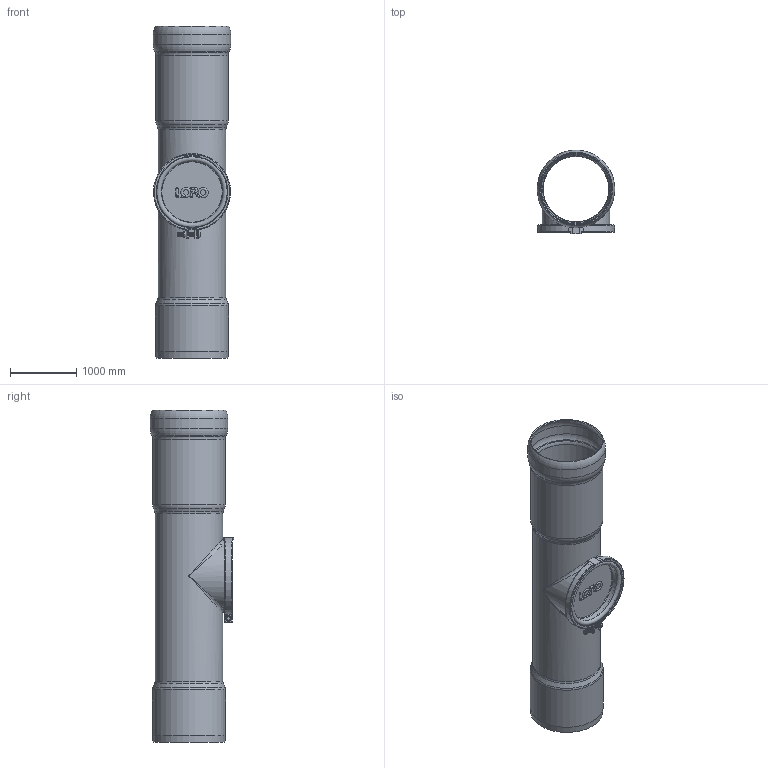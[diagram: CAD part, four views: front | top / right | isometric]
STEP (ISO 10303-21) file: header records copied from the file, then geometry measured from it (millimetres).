
FILE_DESCRIPTION(/* description */ (''),/* implementation_level */ '2;1');
FILE_NAME(/* name */ '05559.100X_3D.stp',/* time_stamp */ '2024-12-11T14:17:11+01:00',/* author */ ('CAD'),/* organization */ (''),/* preprocessor_version */ 'ST-DEVELOPER v20',/* originating_system */ 'AutoCAD Mechanical',/* authorisation */ '');
FILE_SCHEMA (('AUTOMOTIVE_DESIGN { 1 0 10303 214 3 1 1 }','TECHNICAL_DATA_PACKAGING'));
Length unit declared in the file: centimetre
Products named in the file (3): Product; *S0; 1
Assembly tree (2 placements, depth 2):
  Product
    *S0
    1
Bounding box: 1170 x 1260.46 x 5000 mm (x, y, z)
Volume: 278227019.7 mm3; surface area: 37405263.6 mm2
Topology: 6 solids, 7 shells, 763 faces, 1978 edges, 1216 vertices
Faces by surface type: bspline 349, plane 184, cone 98, cylinder 82, torus 44, sphere 6
Full cylindrical faces by diameter (mm): 70 x2, 120 x1, 930 x1, 960 x2, 990 x1, 1020 x1, 1060 x1, 1070 x1, 1090 x1, 1100 x1, 1140 x1, 1170 x1
Entity records: 37226 total; most frequent: CARTESIAN_POINT 20678, ORIENTED_EDGE 3764, DIRECTION 2858, EDGE_CURVE 1882, LINE 1344, VECTOR 1344, VERTEX_POINT 1210, AXIS2_PLACEMENT_3D 757
